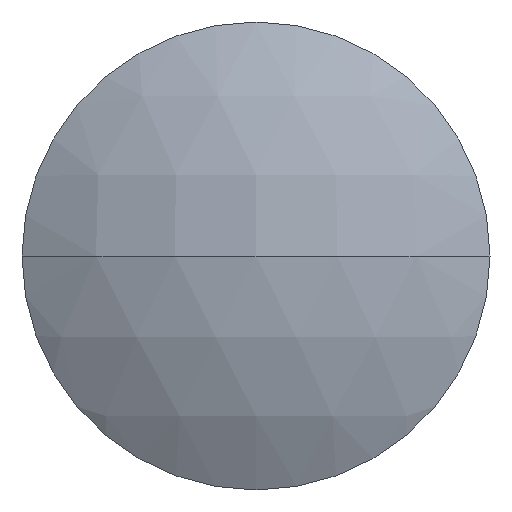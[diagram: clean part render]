
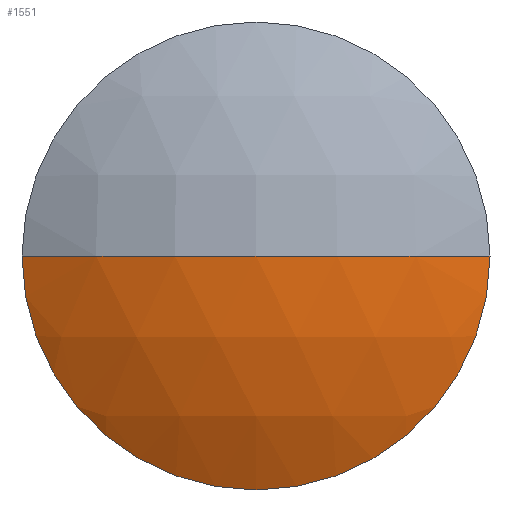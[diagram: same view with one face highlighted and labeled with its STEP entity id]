
A CAD part, left-side view. The second image highlights one B-rep face of the part: STEP entity #1551.
In plain terms, the highlighted spherical face has radius 14.998 mm.
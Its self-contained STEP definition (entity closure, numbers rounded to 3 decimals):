
#193 = AXIS2_PLACEMENT_3D ( 'NONE', #339, #340, #341 ) ;
#207 = AXIS2_PLACEMENT_3D ( 'NONE', #2078, #2079, #2080 ) ;
#212 = AXIS2_PLACEMENT_3D ( 'NONE', #2084, #2085, #2086 ) ;
#217 = AXIS2_PLACEMENT_3D ( 'NONE', #2081, #2082, #2083 ) ;
#339 = CARTESIAN_POINT ( 'NONE',  ( 4.998, 0., 0. ) ) ;
#340 = DIRECTION ( 'NONE',  ( 0., 0., -1. ) ) ;
#341 = DIRECTION ( 'NONE',  ( 0., 1., 0. ) ) ;
#427 = CIRCLE ( 'NONE', #193, 14.998 ) ;
#459 = CARTESIAN_POINT ( 'NONE',  ( -7.99, 0., -7.5 ) ) ;
#460 = CARTESIAN_POINT ( 'NONE',  ( -7.99, -7.5, 0. ) ) ;
#461 = CARTESIAN_POINT ( 'NONE',  ( -10., 0., 0. ) ) ;
#462 = CARTESIAN_POINT ( 'NONE',  ( -7.99, 7.5, 0. ) ) ;
#1119 = FACE_OUTER_BOUND ( 'NONE', #1403, .T. ) ;
#1123 = AXIS2_PLACEMENT_3D ( 'NONE', #2284, #2285, #2286 ) ;
#1124 = SPHERICAL_SURFACE ( 'NONE', #1123, 14.998 ) ;
#1192 = EDGE_CURVE ( 'NONE', #1688, #1689, #427, .T. ) ;
#1335 = CIRCLE ( 'NONE', #207, 7.5 ) ;
#1336 = CIRCLE ( 'NONE', #217, 14.998 ) ;
#1337 = CIRCLE ( 'NONE', #212, 7.5 ) ;
#1403 = EDGE_LOOP ( 'NONE', ( #1502, #1504, #1503, #1505 ) ) ;
#1502 = ORIENTED_EDGE ( 'NONE', *, *, #1589, .T. ) ;
#1503 = ORIENTED_EDGE ( 'NONE', *, *, #1590, .F. ) ;
#1504 = ORIENTED_EDGE ( 'NONE', *, *, #1192, .T. ) ;
#1505 = ORIENTED_EDGE ( 'NONE', *, *, #1591, .T. ) ;
#1551 = ADVANCED_FACE ( 'NONE', ( #1119 ), #1124, .T. ) ;
#1589 = EDGE_CURVE ( 'NONE', #1687, #1688, #1335, .T. ) ;
#1590 = EDGE_CURVE ( 'NONE', #1690, #1689, #1336, .T. ) ;
#1591 = EDGE_CURVE ( 'NONE', #1690, #1687, #1337, .T. ) ;
#1687 = VERTEX_POINT ( 'NONE', #459 ) ;
#1688 = VERTEX_POINT ( 'NONE', #460 ) ;
#1689 = VERTEX_POINT ( 'NONE', #461 ) ;
#1690 = VERTEX_POINT ( 'NONE', #462 ) ;
#2078 = CARTESIAN_POINT ( 'NONE',  ( -7.99, 0., 0. ) ) ;
#2079 = DIRECTION ( 'NONE',  ( -1., 0., 0. ) ) ;
#2080 = DIRECTION ( 'NONE',  ( 0., 0., 1. ) ) ;
#2081 = CARTESIAN_POINT ( 'NONE',  ( 4.998, 0., 0. ) ) ;
#2082 = DIRECTION ( 'NONE',  ( 0., 0., 1. ) ) ;
#2083 = DIRECTION ( 'NONE',  ( 1., 0., 0. ) ) ;
#2084 = CARTESIAN_POINT ( 'NONE',  ( -7.99, 0., 0. ) ) ;
#2085 = DIRECTION ( 'NONE',  ( -1., 0., 0. ) ) ;
#2086 = DIRECTION ( 'NONE',  ( 0., 0., 1. ) ) ;
#2284 = CARTESIAN_POINT ( 'NONE',  ( 4.998, 0., 0. ) ) ;
#2285 = DIRECTION ( 'NONE',  ( 0., 0., -1. ) ) ;
#2286 = DIRECTION ( 'NONE',  ( 0., 1., 0. ) ) ;
